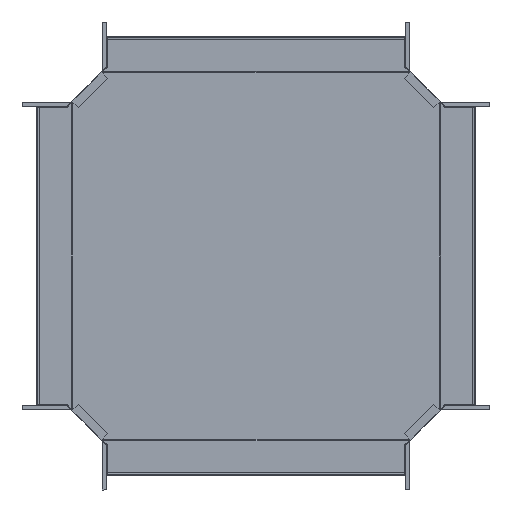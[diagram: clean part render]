
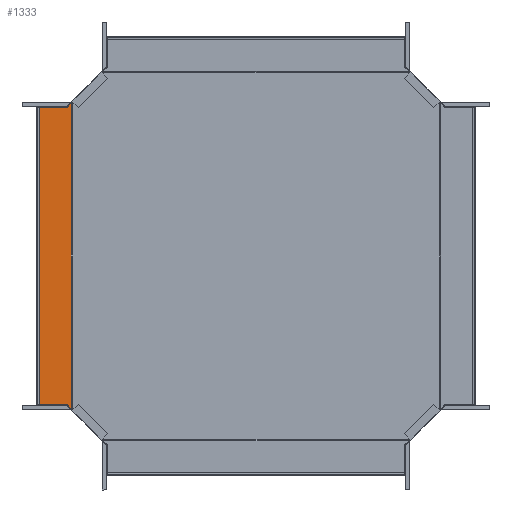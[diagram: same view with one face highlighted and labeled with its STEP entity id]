
A CAD part, front view. The second image highlights one B-rep face of the part: STEP entity #1333.
In plain terms, the highlighted planar face has unit normal (0, -1, 0).
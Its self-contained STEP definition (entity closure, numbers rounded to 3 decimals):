
#45 = VERTEX_POINT ( 'NONE', #974 ) ;
#123 = CARTESIAN_POINT ( 'NONE',  ( -297.65, -2.25, -245.393 ) ) ;
#151 = ORIENTED_EDGE ( 'NONE', *, *, #5944, .T. ) ;
#158 = DIRECTION ( 'NONE',  ( 0., 0., 1. ) ) ;
#196 = B_SPLINE_CURVE_WITH_KNOTS ( 'NONE', 3,
 ( #358, #1721, #1693, #853 ),
 .UNSPECIFIED., .F., .F.,
 ( 4, 4 ),
 ( 0., 1. ),
 .UNSPECIFIED. ) ;
#224 = AXIS2_PLACEMENT_3D ( 'NONE', #1012, #1444, #3825 ) ;
#239 = VECTOR ( 'NONE', #4705, 1000. ) ;
#358 = CARTESIAN_POINT ( 'NONE',  ( -298.212, -2.25, 245.035 ) ) ;
#394 = CARTESIAN_POINT ( 'NONE',  ( -303.497, -2.25, 239.75 ) ) ;
#441 = CARTESIAN_POINT ( 'NONE',  ( -303.497, -2.25, -239.75 ) ) ;
#447 = CARTESIAN_POINT ( 'NONE',  ( -303.497, -2.25, -239.75 ) ) ;
#488 = VECTOR ( 'NONE', #1360, 1000. ) ;
#523 = CARTESIAN_POINT ( 'NONE',  ( -297.808, -2.25, -245.294 ) ) ;
#530 = VECTOR ( 'NONE', #1729, 1000. ) ;
#771 = LINE ( 'NONE', #394, #530 ) ;
#853 = CARTESIAN_POINT ( 'NONE',  ( -297.384, -2.25, 245.546 ) ) ;
#887 = CARTESIAN_POINT ( 'NONE',  ( -298.212, -2.25, 245.035 ) ) ;
#928 = LINE ( 'NONE', #3181, #488 ) ;
#951 = EDGE_CURVE ( 'NONE', #4458, #45, #196, .T. ) ;
#955 = CARTESIAN_POINT ( 'NONE',  ( -298.125, -2.25, -245.092 ) ) ;
#956 = LINE ( 'NONE', #4383, #2115 ) ;
#974 = CARTESIAN_POINT ( 'NONE',  ( -297.384, -2.25, 245.546 ) ) ;
#1012 = CARTESIAN_POINT ( 'NONE',  ( 0.076, -2.25, 0. ) ) ;
#1020 = CARTESIAN_POINT ( 'NONE',  ( -297.807, -2.25, -245.295 ) ) ;
#1027 = B_SPLINE_CURVE_WITH_KNOTS ( 'NONE', 3,
 ( #2492, #955, #3431, #5681, #3799, #3396, #5273, #523, #1020, #123, #4382, #5647 ),
 .UNSPECIFIED., .F., .F.,
 ( 4, 1, 1, 1, 1, 2, 2, 4 ),
 ( 0., 0.25, 0.375, 0.437, 0.469, 0.484, 0.5, 1. ),
 .UNSPECIFIED. ) ;
#1333 = ADVANCED_FACE ( 'NONE', ( #1509 ), #3791, .T. ) ;
#1360 = DIRECTION ( 'NONE',  ( 1., 0., 0. ) ) ;
#1410 = VECTOR ( 'NONE', #158, 1000. ) ;
#1444 = DIRECTION ( 'NONE',  ( 0., -1., 0. ) ) ;
#1509 = FACE_OUTER_BOUND ( 'NONE', #3082, .T. ) ;
#1693 = CARTESIAN_POINT ( 'NONE',  ( -297.667, -2.25, 245.389 ) ) ;
#1721 = CARTESIAN_POINT ( 'NONE',  ( -297.939, -2.25, 245.213 ) ) ;
#1729 = DIRECTION ( 'NONE',  ( 0.707, 0., 0.707 ) ) ;
#1843 = VERTEX_POINT ( 'NONE', #3836 ) ;
#2068 = ORIENTED_EDGE ( 'NONE', *, *, #5505, .F. ) ;
#2115 = VECTOR ( 'NONE', #3461, 1000. ) ;
#2146 = CARTESIAN_POINT ( 'NONE',  ( -348.912, -2.25, 239.75 ) ) ;
#2329 = VECTOR ( 'NONE', #2477, 1000. ) ;
#2477 = DIRECTION ( 'NONE',  ( 1., 0., 0. ) ) ;
#2481 = EDGE_CURVE ( 'NONE', #4235, #3756, #5262, .T. ) ;
#2492 = CARTESIAN_POINT ( 'NONE',  ( -298.212, -2.25, -245.035 ) ) ;
#2531 = LINE ( 'NONE', #4881, #1410 ) ;
#2699 = CARTESIAN_POINT ( 'NONE',  ( -298.212, -2.25, -245.035 ) ) ;
#2758 = CARTESIAN_POINT ( 'NONE',  ( -303.497, -2.25, 239.75 ) ) ;
#2956 = CARTESIAN_POINT ( 'NONE',  ( -303.497, -2.25, 239.75 ) ) ;
#2975 = ORIENTED_EDGE ( 'NONE', *, *, #3026, .F. ) ;
#3026 = EDGE_CURVE ( 'NONE', #5079, #4235, #2531, .T. ) ;
#3082 = EDGE_LOOP ( 'NONE', ( #151, #5881, #5938, #4698, #2068, #3343, #2975, #3137 ) ) ;
#3137 = ORIENTED_EDGE ( 'NONE', *, *, #5050, .T. ) ;
#3181 = CARTESIAN_POINT ( 'NONE',  ( -303.497, -2.25, -239.75 ) ) ;
#3211 = CARTESIAN_POINT ( 'NONE',  ( -348.912, -2.25, -239.75 ) ) ;
#3343 = ORIENTED_EDGE ( 'NONE', *, *, #2481, .F. ) ;
#3396 = CARTESIAN_POINT ( 'NONE',  ( -297.824, -2.25, -245.284 ) ) ;
#3431 = CARTESIAN_POINT ( 'NONE',  ( -298.008, -2.25, -245.167 ) ) ;
#3461 = DIRECTION ( 'NONE',  ( 0., 0., -1. ) ) ;
#3756 = VERTEX_POINT ( 'NONE', #2758 ) ;
#3791 = PLANE ( 'NONE',  #224 ) ;
#3799 = CARTESIAN_POINT ( 'NONE',  ( -297.847, -2.25, -245.27 ) ) ;
#3825 = DIRECTION ( 'NONE',  ( 0., 0., -1. ) ) ;
#3836 = CARTESIAN_POINT ( 'NONE',  ( -297.384, -2.25, -245.546 ) ) ;
#4189 = EDGE_CURVE ( 'NONE', #4745, #1843, #1027, .T. ) ;
#4212 = LINE ( 'NONE', #441, #239 ) ;
#4235 = VERTEX_POINT ( 'NONE', #2146 ) ;
#4382 = CARTESIAN_POINT ( 'NONE',  ( -297.511, -2.25, -245.476 ) ) ;
#4383 = CARTESIAN_POINT ( 'NONE',  ( -297.384, -2.25, 0. ) ) ;
#4458 = VERTEX_POINT ( 'NONE', #887 ) ;
#4698 = ORIENTED_EDGE ( 'NONE', *, *, #951, .F. ) ;
#4705 = DIRECTION ( 'NONE',  ( 0.707, 0., -0.707 ) ) ;
#4745 = VERTEX_POINT ( 'NONE', #2699 ) ;
#4881 = CARTESIAN_POINT ( 'NONE',  ( -348.912, -2.25, -7.302 ) ) ;
#5050 = EDGE_CURVE ( 'NONE', #5079, #5592, #928, .T. ) ;
#5079 = VERTEX_POINT ( 'NONE', #3211 ) ;
#5181 = EDGE_CURVE ( 'NONE', #45, #1843, #956, .T. ) ;
#5262 = LINE ( 'NONE', #2956, #2329 ) ;
#5273 = CARTESIAN_POINT ( 'NONE',  ( -297.815, -2.25, -245.29 ) ) ;
#5505 = EDGE_CURVE ( 'NONE', #3756, #4458, #771, .T. ) ;
#5592 = VERTEX_POINT ( 'NONE', #447 ) ;
#5647 = CARTESIAN_POINT ( 'NONE',  ( -297.384, -2.25, -245.546 ) ) ;
#5681 = CARTESIAN_POINT ( 'NONE',  ( -297.897, -2.25, -245.238 ) ) ;
#5881 = ORIENTED_EDGE ( 'NONE', *, *, #4189, .T. ) ;
#5938 = ORIENTED_EDGE ( 'NONE', *, *, #5181, .F. ) ;
#5944 = EDGE_CURVE ( 'NONE', #5592, #4745, #4212, .T. ) ;
